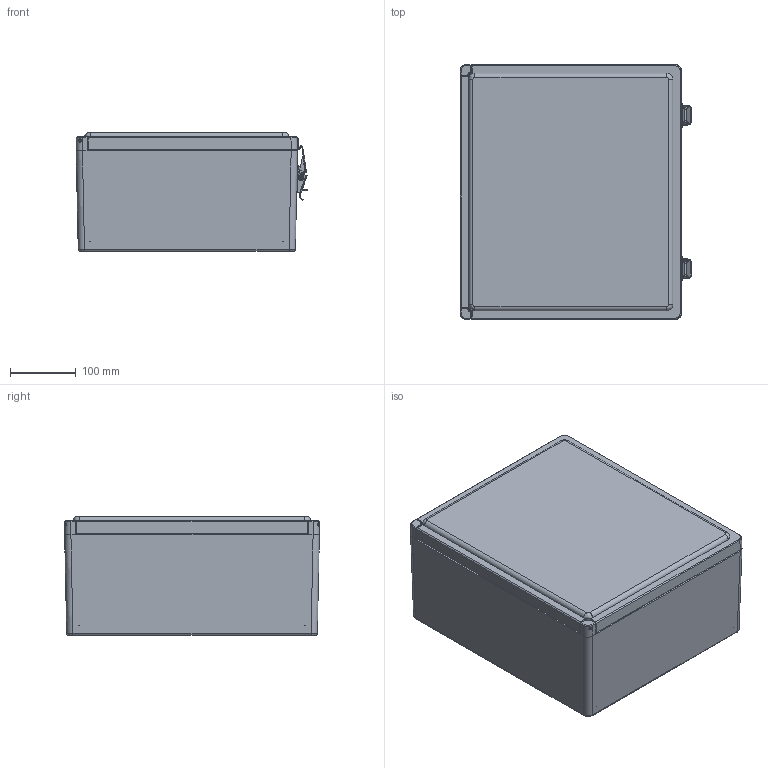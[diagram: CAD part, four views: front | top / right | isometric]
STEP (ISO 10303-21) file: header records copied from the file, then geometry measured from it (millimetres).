
FILE_DESCRIPTION(/* description */ (''),/* implementation_level */ '2;1');
FILE_NAME(/* name */ 'HW-151307CHQR.stp',/* time_stamp */ '2014-04-09T08:38:27-05:00',/* author */ ('jtigges'),/* organization */ (''),/* preprocessor_version */ 'ST-DEVELOPER v15.2',/* originating_system */ 'Autodesk Inventor 2014',/* authorisation */ '');
FILE_SCHEMA (('AUTOMOTIVE_DESIGN { 1 0 10303 214 3 1 1 }'));
Length unit declared in the file: inch
Products named in the file (22): WP1513HPLBOX; 0.3125-18 X 0.563 DP BRASS INSERT; 10-32 X0.3125 DP BRASS INSERT; 10-24 X 0.625 DP BRASS INSERT; ALIGNMENT PIN; Anchor plate; Locking layer; Hook blade; LATCH HINGE; SSL hinge pin; SSL LATCH; RMRIV44; WP1513HPLCVR; GASKET_1513H; COVER CLIP; PUSH TACK; SS HINGE PIN; SS HINGE PIN WASHER; RMRIV46; CL1513HPL_STP
Bounding box: 351.6 x 386.59 x 180.18 mm (x, y, z)
Volume: 2288240.8 mm3; surface area: 1104356.1 mm2
Topology: 41 solids, 43 shells, 1324 faces, 3253 edges, 2044 vertices
Faces by surface type: plane 541, cylinder 475, cone 112, torus 108, bspline 80, sphere 8
Full cylindrical faces by diameter (mm): 2.235 x2, 2.42 x2, 2.438 x2, 2.489 x2, 2.64 x8, 3.048 x2, 3.302 x4, 3.429 x18, 3.556 x20, 3.683 x2, 3.962 x4, 3.969 x4, 4.306 x4, 4.52 x4, 4.547 x2, 4.7 x11, 4.762 x4, 5.556 x2, 5.84 x2, 5.944 x2, 7.1 x2, 7.144 x12, 7.6 x1, 7.62 x4, 7.938 x4, 9.42 x2, 9.525 x4, 13.494 x8
Entity records: 38101 total; most frequent: CARTESIAN_POINT 12196, DIRECTION 5642, ORIENTED_EDGE 5028, EDGE_CURVE 2514, AXIS2_PLACEMENT_3D 2174, VERTEX_POINT 1602, LINE 1294, VECTOR 1294
